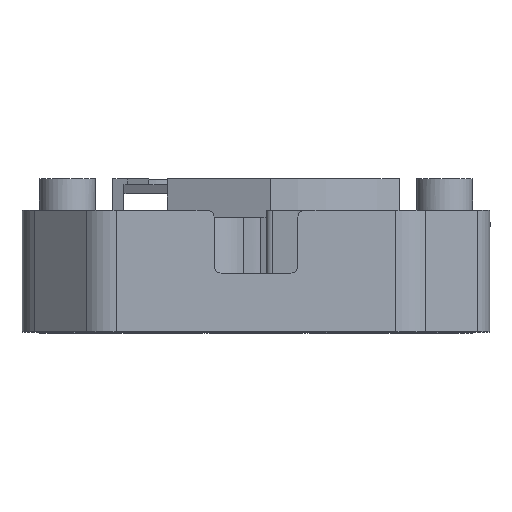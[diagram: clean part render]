
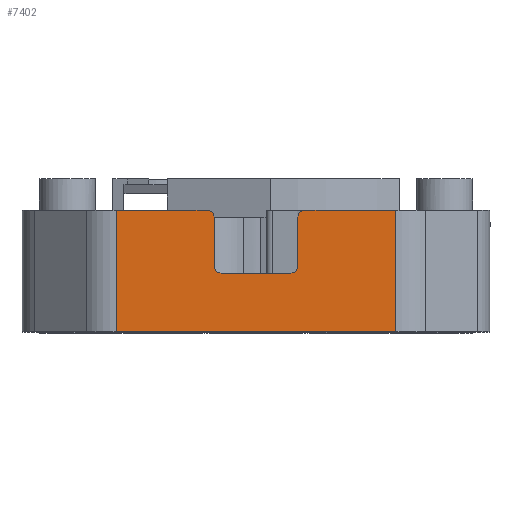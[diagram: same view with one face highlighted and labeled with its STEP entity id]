
A CAD part, top view. The second image highlights one B-rep face of the part: STEP entity #7402.
In plain terms, the highlighted planar face has unit normal (0, 0, 1).
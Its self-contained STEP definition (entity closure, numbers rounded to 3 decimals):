
#513=CIRCLE('',#8044,1.);
#518=CIRCLE('',#8052,1.);
#519=CIRCLE('',#8055,1.);
#520=CIRCLE('',#8057,1.);
#777=FACE_OUTER_BOUND('',#1208,.T.);
#1208=EDGE_LOOP('',(#5713,#5714,#5715,#5716,#5717,#5718,#5719,#5720,#5721,
#5722,#5723,#5724));
#1584=LINE('',#11161,#2315);
#1764=LINE('',#11809,#2495);
#1791=LINE('',#11899,#2522);
#1811=LINE('',#11961,#2542);
#1819=LINE('',#11984,#2550);
#1822=LINE('',#11994,#2553);
#1823=LINE('',#11995,#2554);
#1824=LINE('',#11996,#2555);
#2315=VECTOR('',#8797,10.);
#2495=VECTOR('',#9381,10.);
#2522=VECTOR('',#9466,10.);
#2542=VECTOR('',#9520,10.);
#2550=VECTOR('',#9542,10.);
#2553=VECTOR('',#9555,10.);
#2554=VECTOR('',#9556,10.);
#2555=VECTOR('',#9557,10.);
#3105=VERTEX_POINT('',#11158);
#3106=VERTEX_POINT('',#11160);
#3335=VERTEX_POINT('',#11806);
#3336=VERTEX_POINT('',#11808);
#3369=VERTEX_POINT('',#11896);
#3370=VERTEX_POINT('',#11898);
#3392=VERTEX_POINT('',#11951);
#3395=VERTEX_POINT('',#11959);
#3402=VERTEX_POINT('',#11978);
#3403=VERTEX_POINT('',#11982);
#3404=VERTEX_POINT('',#11986);
#3405=VERTEX_POINT('',#11990);
#3879=EDGE_CURVE('',#3105,#3106,#1584,.T.);
#4183=EDGE_CURVE('',#3335,#3336,#1764,.T.);
#4230=EDGE_CURVE('',#3369,#3370,#1791,.T.);
#4258=EDGE_CURVE('',#3392,#3335,#513,.T.);
#4263=EDGE_CURVE('',#3392,#3395,#1811,.T.);
#4273=EDGE_CURVE('',#3402,#3395,#518,.T.);
#4275=EDGE_CURVE('',#3402,#3403,#1819,.T.);
#4276=EDGE_CURVE('',#3404,#3403,#519,.T.);
#4278=EDGE_CURVE('',#3370,#3405,#520,.T.);
#4280=EDGE_CURVE('',#3404,#3405,#1822,.T.);
#4281=EDGE_CURVE('',#3106,#3369,#1823,.T.);
#4282=EDGE_CURVE('',#3336,#3105,#1824,.T.);
#5713=ORIENTED_EDGE('',*,*,#4258,.F.);
#5714=ORIENTED_EDGE('',*,*,#4263,.T.);
#5715=ORIENTED_EDGE('',*,*,#4273,.F.);
#5716=ORIENTED_EDGE('',*,*,#4275,.T.);
#5717=ORIENTED_EDGE('',*,*,#4276,.F.);
#5718=ORIENTED_EDGE('',*,*,#4280,.T.);
#5719=ORIENTED_EDGE('',*,*,#4278,.F.);
#5720=ORIENTED_EDGE('',*,*,#4230,.F.);
#5721=ORIENTED_EDGE('',*,*,#4281,.F.);
#5722=ORIENTED_EDGE('',*,*,#3879,.F.);
#5723=ORIENTED_EDGE('',*,*,#4282,.F.);
#5724=ORIENTED_EDGE('',*,*,#4183,.F.);
#7125=PLANE('',#8058);
#7402=ADVANCED_FACE('',(#777),#7125,.T.);
#8044=AXIS2_PLACEMENT_3D('',#11952,#9511,#9512);
#8052=AXIS2_PLACEMENT_3D('',#11980,#9537,#9538);
#8055=AXIS2_PLACEMENT_3D('',#11987,#9545,#9546);
#8057=AXIS2_PLACEMENT_3D('',#11991,#9550,#9551);
#8058=AXIS2_PLACEMENT_3D('',#11993,#9553,#9554);
#8797=DIRECTION('',(-1.,0.,0.));
#9381=DIRECTION('',(1.,0.,0.));
#9466=DIRECTION('',(1.,0.,0.));
#9511=DIRECTION('center_axis',(0.,0.,
-1.));
#9512=DIRECTION('ref_axis',(-0.707,0.707,0.));
#9520=DIRECTION('',(0.,-1.,0.));
#9537=DIRECTION('center_axis',(0.,0.,
1.));
#9538=DIRECTION('ref_axis',(0.707,-0.707,0.));
#9542=DIRECTION('',(-1.,0.,0.));
#9545=DIRECTION('center_axis',(0.,0.,
1.));
#9546=DIRECTION('ref_axis',(-0.707,-0.707,0.));
#9550=DIRECTION('center_axis',(0.,0.,
-1.));
#9551=DIRECTION('ref_axis',(0.707,0.707,0.));
#9553=DIRECTION('center_axis',(0.,0.,
1.));
#9554=DIRECTION('ref_axis',(1.,0.,0.));
#9555=DIRECTION('',(0.,1.,0.));
#9556=DIRECTION('',(0.,1.,0.));
#9557=DIRECTION('',(0.,-1.,0.));
#11158=CARTESIAN_POINT('',(20.015,-22.,83.333));
#11160=CARTESIAN_POINT('',(-20.015,-22.,83.333));
#11161=CARTESIAN_POINT('',(22.5,-22.,83.333));
#11806=CARTESIAN_POINT('',(7.,-4.6,83.333));
#11808=CARTESIAN_POINT('',(20.015,-4.6,83.333));
#11809=CARTESIAN_POINT('',(22.5,-4.6,83.333));
#11896=CARTESIAN_POINT('',(-20.015,-4.6,83.333));
#11898=CARTESIAN_POINT('',(-7.,-4.6,83.333));
#11899=CARTESIAN_POINT('',(22.5,-4.6,83.333));
#11951=CARTESIAN_POINT('',(6.,-5.6,83.333));
#11952=CARTESIAN_POINT('Origin',(7.,-5.6,83.333));
#11959=CARTESIAN_POINT('',(6.,-12.6,83.333));
#11961=CARTESIAN_POINT('',(6.,-13.3,83.333));
#11978=CARTESIAN_POINT('',(5.,-13.6,83.333));
#11980=CARTESIAN_POINT('Origin',(5.,-12.6,83.333));
#11982=CARTESIAN_POINT('',(-5.,-13.6,83.333));
#11984=CARTESIAN_POINT('',(-11.25,-13.6,83.333));
#11986=CARTESIAN_POINT('',(-6.,-12.6,83.333));
#11987=CARTESIAN_POINT('Origin',(-5.,-12.6,83.333));
#11990=CARTESIAN_POINT('',(-6.,-5.6,83.333));
#11991=CARTESIAN_POINT('Origin',(-7.,-5.6,83.333));
#11993=CARTESIAN_POINT('Origin',(-22.5,-22.,83.333));
#11994=CARTESIAN_POINT('',(-6.,-13.3,83.333));
#11995=CARTESIAN_POINT('',(-20.015,-22.,83.333));
#11996=CARTESIAN_POINT('',(20.015,-22.,83.333));
